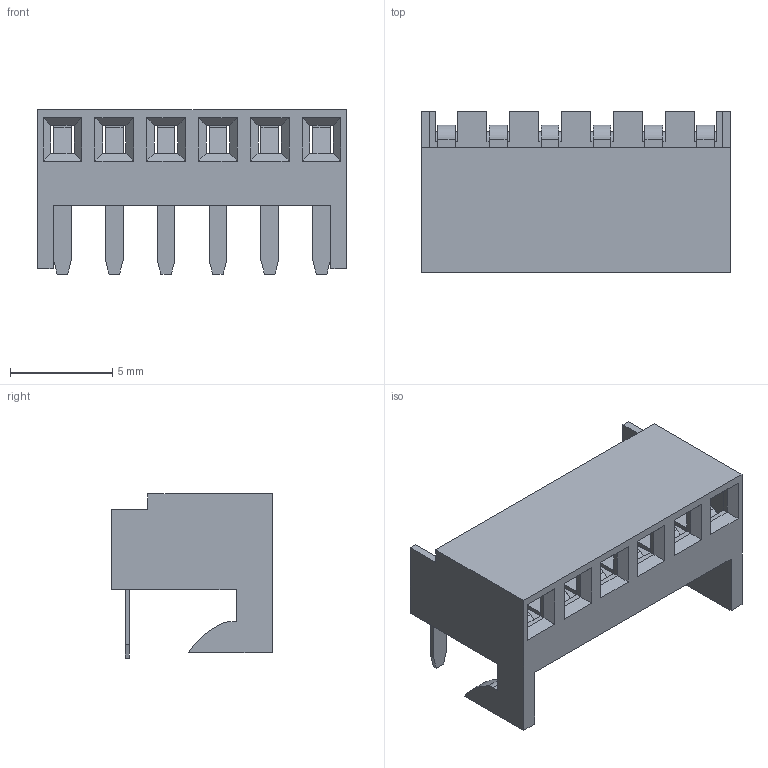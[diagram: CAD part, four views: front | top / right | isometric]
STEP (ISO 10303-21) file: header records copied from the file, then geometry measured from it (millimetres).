
FILE_DESCRIPTION(/* description */ (''),/* implementation_level */ '2;1');
FILE_NAME(/* name */ '022162060',/* time_stamp */ '2025-09-24T05:13:38-04:00',/* author */ (''),/* organization */ (''),/* preprocessor_version */ 'ST-DEVELOPER v19.2',/* originating_system */ 'Rhino 8.22',/* authorisation */ '');
FILE_SCHEMA (('AP242_MANAGED_MODEL_BASED_3D_ENGINEERING_MIM_LF { 1 0 10303 442 3 1 4 }'));
Length unit declared in the file: millimetre
Products named in the file (1): Document
Bounding box: 15.14 x 7.87 x 8.05 mm (x, y, z)
Surface area: 954.2 mm2 (no closed solid volume)
Topology: 0 solids, 7 shells, 302 faces, 910 edges, 562 vertices
Faces by surface type: plane 244, cylinder 58
Entity records: 9308 total; most frequent: CARTESIAN_POINT 2814, ORIENTED_EDGE 1688, EDGE_CURVE 910, B_SPLINE_CURVE_WITH_KNOTS 794, VERTEX_POINT 562, DIRECTION 538, AXIS2_PLACEMENT_3D 420, EDGE_LOOP 326
